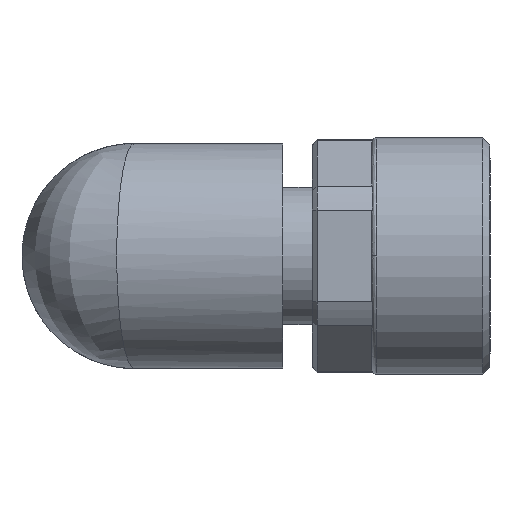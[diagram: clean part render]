
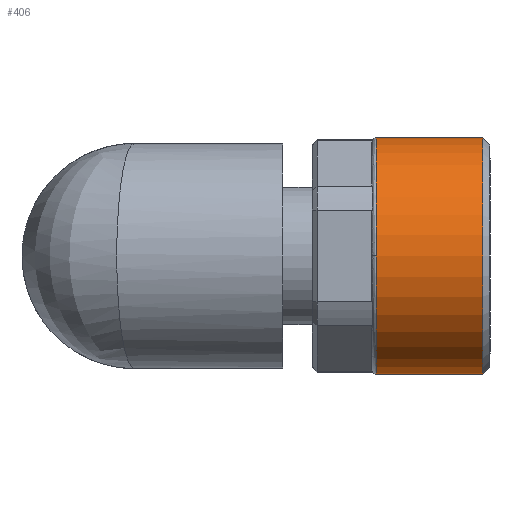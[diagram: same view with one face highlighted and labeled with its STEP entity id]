
A CAD part, left-side view. The second image highlights one B-rep face of the part: STEP entity #406.
In plain terms, the highlighted cylindrical face has radius 5 mm (diameter 10 mm), a partial arc.
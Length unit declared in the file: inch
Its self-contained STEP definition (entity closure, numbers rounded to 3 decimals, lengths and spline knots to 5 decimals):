
#187 = AXIS2_PLACEMENT_3D ( 'NONE', #3181, #1847, #1558 ) ;
#357 = VERTEX_POINT ( 'NONE', #447 ) ;
#406 = ADVANCED_FACE ( 'NONE', ( #2589 ), #3556, .T. ) ;
#447 = CARTESIAN_POINT ( 'NONE',  ( -0.05906, -0.57874, 0.19685 ) ) ;
#458 = CIRCLE ( 'NONE', #187, 0.19685 ) ;
#464 = VERTEX_POINT ( 'NONE', #1611 ) ;
#588 = AXIS2_PLACEMENT_3D ( 'NONE', #1150, #3373, #3328 ) ;
#599 = DIRECTION ( 'NONE',  ( 0., -1., 0. ) ) ;
#681 = CARTESIAN_POINT ( 'NONE',  ( -0.05906, -0.43701, 0.19685 ) ) ;
#794 = CIRCLE ( 'NONE', #2848, 0.19685 ) ;
#851 = ORIENTED_EDGE ( 'NONE', *, *, #2999, .F. ) ;
#974 = VERTEX_POINT ( 'NONE', #1907 ) ;
#978 = EDGE_CURVE ( 'NONE', #464, #357, #458, .T. ) ;
#1108 = DIRECTION ( 'NONE',  ( 0., 1., 0. ) ) ;
#1150 = CARTESIAN_POINT ( 'NONE',  ( -0.05906, -0.40157, 0. ) ) ;
#1260 = CIRCLE ( 'NONE', #588, 0.19685 ) ;
#1375 = DIRECTION ( 'NONE',  ( 1., 0., 0. ) ) ;
#1495 = DIRECTION ( 'NONE',  ( 0., -1., 0. ) ) ;
#1558 = DIRECTION ( 'NONE',  ( 0., 0., -1. ) ) ;
#1605 = CARTESIAN_POINT ( 'NONE',  ( -0.05906, -0.40157, -0.19685 ) ) ;
#1611 = CARTESIAN_POINT ( 'NONE',  ( -0.05906, -0.57874, -0.19685 ) ) ;
#1652 = VECTOR ( 'NONE', #599, 39.37008 ) ;
#1847 = DIRECTION ( 'NONE',  ( 0., 1., 0. ) ) ;
#1894 = ORIENTED_EDGE ( 'NONE', *, *, #3332, .F. ) ;
#1907 = CARTESIAN_POINT ( 'NONE',  ( -0.05906, -0.40157, 0.19685 ) ) ;
#1996 = CARTESIAN_POINT ( 'NONE',  ( -0.05906, -0.43701, 0. ) ) ;
#2016 = DIRECTION ( 'NONE',  ( 0., 0., -1. ) ) ;
#2115 = LINE ( 'NONE', #3720, #2974 ) ;
#2151 = EDGE_CURVE ( 'NONE', #4060, #464, #2115, .T. ) ;
#2206 = LINE ( 'NONE', #681, #1652 ) ;
#2313 = ORIENTED_EDGE ( 'NONE', *, *, #2151, .T. ) ;
#2335 = CARTESIAN_POINT ( 'NONE',  ( -0.05906, -0.40157, 0. ) ) ;
#2505 = AXIS2_PLACEMENT_3D ( 'NONE', #1996, #3247, #2016 ) ;
#2589 = FACE_OUTER_BOUND ( 'NONE', #3469, .T. ) ;
#2702 = ORIENTED_EDGE ( 'NONE', *, *, #3481, .F. ) ;
#2848 = AXIS2_PLACEMENT_3D ( 'NONE', #2335, #1108, #1375 ) ;
#2974 = VECTOR ( 'NONE', #1495, 39.37008 ) ;
#2999 = EDGE_CURVE ( 'NONE', #4060, #3770, #794, .T. ) ;
#3181 = CARTESIAN_POINT ( 'NONE',  ( -0.05906, -0.57874, 0. ) ) ;
#3247 = DIRECTION ( 'NONE',  ( 0., -1., 0. ) ) ;
#3328 = DIRECTION ( 'NONE',  ( 1., 0., 0. ) ) ;
#3332 = EDGE_CURVE ( 'NONE', #974, #357, #2206, .T. ) ;
#3373 = DIRECTION ( 'NONE',  ( 0., 1., 0. ) ) ;
#3469 = EDGE_LOOP ( 'NONE', ( #1894, #2702, #851, #2313, #3476 ) ) ;
#3476 = ORIENTED_EDGE ( 'NONE', *, *, #978, .T. ) ;
#3481 = EDGE_CURVE ( 'NONE', #3770, #974, #1260, .T. ) ;
#3556 = CYLINDRICAL_SURFACE ( 'NONE', #2505, 0.19685 ) ;
#3720 = CARTESIAN_POINT ( 'NONE',  ( -0.05906, -0.43701, -0.19685 ) ) ;
#3770 = VERTEX_POINT ( 'NONE', #3809 ) ;
#3809 = CARTESIAN_POINT ( 'NONE',  ( -0.25591, -0.40157, 0. ) ) ;
#4060 = VERTEX_POINT ( 'NONE', #1605 ) ;
